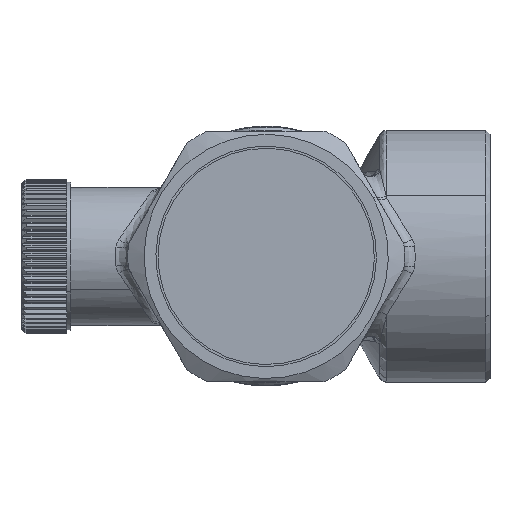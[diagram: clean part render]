
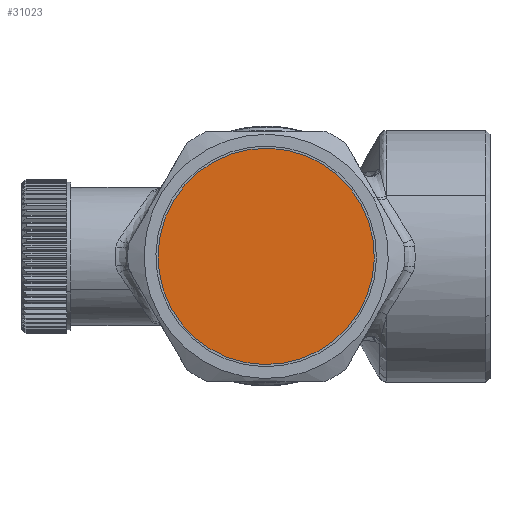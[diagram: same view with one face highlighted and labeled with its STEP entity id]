
A CAD part, front view. The second image highlights one B-rep face of the part: STEP entity #31023.
In plain terms, the highlighted planar face has unit normal (0, -1, 0).
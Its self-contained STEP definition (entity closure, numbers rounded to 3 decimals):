
#21220=CARTESIAN_POINT('Axis2P3D Location',(-13.55,-24.,0.)) ;
#25949=CARTESIAN_POINT('Axis2P3D Location',(0.,-24.,0.)) ;
#25953=CARTESIAN_POINT('Vertex',(11.66,-24.,6.37)) ;
#25955=CARTESIAN_POINT('Vertex',(-11.66,-24.,-6.37)) ;
#25958=CARTESIAN_POINT('Axis2P3D Location',(0.,-24.,0.)) ;
#21221=DIRECTION('Axis2P3D Direction',(0.,-1.,0.)) ;
#21222=DIRECTION('Axis2P3D XDirection',(1.,0.,0.)) ;
#25950=DIRECTION('Axis2P3D Direction',(0.,-1.,0.)) ;
#25959=DIRECTION('Axis2P3D Direction',(0.,-1.,0.)) ;
#21223=AXIS2_PLACEMENT_3D('Plane Axis2P3D',#21220,#21221,#21222) ;
#25951=AXIS2_PLACEMENT_3D('Circle Axis2P3D',#25949,#25950,$) ;
#25960=AXIS2_PLACEMENT_3D('Circle Axis2P3D',#25958,#25959,$) ;
#31020=ORIENTED_EDGE('',*,*,#25957,.T.) ;
#31021=ORIENTED_EDGE('',*,*,#25962,.T.) ;
#31023=ADVANCED_FACE('PartBody',(#31022),#21224,.T.) ;
#25952=CIRCLE('generated circle',#25951,13.286) ;
#25961=CIRCLE('generated circle',#25960,13.286) ;
#25957=EDGE_CURVE('',#25954,#25956,#25952,.T.) ;
#25962=EDGE_CURVE('',#25956,#25954,#25961,.T.) ;
#31019=EDGE_LOOP('',(#31020,#31021)) ;
#31022=FACE_OUTER_BOUND('',#31019,.T.) ;
#21224=PLANE('',#21223) ;
#25954=VERTEX_POINT('',#25953) ;
#25956=VERTEX_POINT('',#25955) ;
